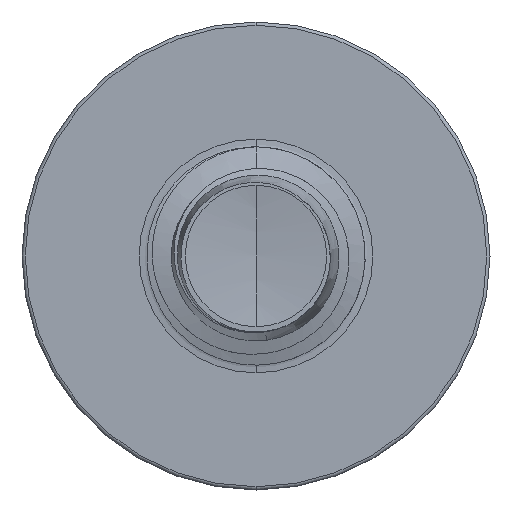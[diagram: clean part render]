
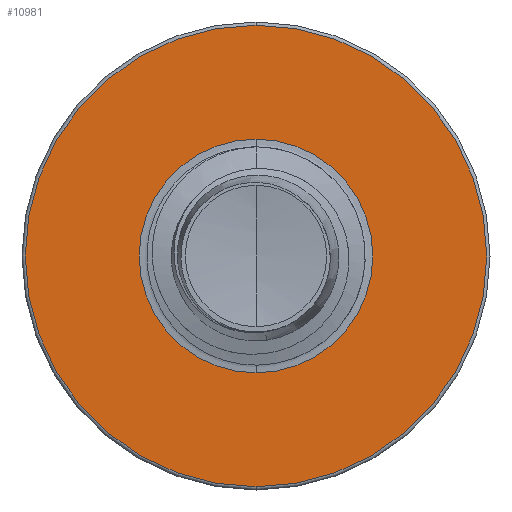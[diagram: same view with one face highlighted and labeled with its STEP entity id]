
A CAD part, front view. The second image highlights one B-rep face of the part: STEP entity #10981.
In plain terms, the highlighted planar face has unit normal (0, -1, 0).
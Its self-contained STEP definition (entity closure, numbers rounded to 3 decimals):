
#348 = DIRECTION ( 'NONE',  ( 0., 0., 1. ) ) ;
#373 = DIRECTION ( 'NONE',  ( 0., 1., 0. ) ) ;
#400 = CARTESIAN_POINT ( 'NONE',  ( 0., 3., -1.872 ) ) ;
#981 = ORIENTED_EDGE ( 'NONE', *, *, #11987, .T. ) ;
#1130 = DIRECTION ( 'NONE',  ( 0., 0., 1. ) ) ;
#1159 = DIRECTION ( 'NONE',  ( 0., 1., 0. ) ) ;
#1192 = CARTESIAN_POINT ( 'NONE',  ( 0., 3., 0. ) ) ;
#1385 = AXIS2_PLACEMENT_3D ( 'NONE', #1192, #1159, #1130 ) ;
#1801 = CARTESIAN_POINT ( 'NONE',  ( 0., 3., -3.697 ) ) ;
#1839 = PLANE ( 'NONE',  #11058 ) ;
#3787 = CARTESIAN_POINT ( 'NONE',  ( 0., 3., 3.698 ) ) ;
#3878 = CARTESIAN_POINT ( 'NONE',  ( 0., 3., 1.872 ) ) ;
#5168 = DIRECTION ( 'NONE',  ( 0., 0., 1. ) ) ;
#5195 = DIRECTION ( 'NONE',  ( 0., 1., 0. ) ) ;
#5198 = CARTESIAN_POINT ( 'NONE',  ( 0., 3., 0. ) ) ;
#5534 = CIRCLE ( 'NONE', #11829, 3.697 ) ;
#6390 = FACE_BOUND ( 'NONE', #10509, .T. ) ;
#6757 = EDGE_CURVE ( 'NONE', #12055, #11306, #7424, .T. ) ;
#7424 = CIRCLE ( 'NONE', #12089, 3.697 ) ;
#7487 = AXIS2_PLACEMENT_3D ( 'NONE', #5198, #5195, #5168 ) ;
#7958 = DIRECTION ( 'NONE',  ( 0., 0., 1. ) ) ;
#7959 = DIRECTION ( 'NONE',  ( 0., 1., 0. ) ) ;
#7974 = CARTESIAN_POINT ( 'NONE',  ( 0., 3., 0. ) ) ;
#9114 = DIRECTION ( 'NONE',  ( 0., 0., 1. ) ) ;
#9149 = DIRECTION ( 'NONE',  ( 0., 1., 0. ) ) ;
#9160 = CARTESIAN_POINT ( 'NONE',  ( 0., 3., 0. ) ) ;
#9620 = VERTEX_POINT ( 'NONE', #3878 ) ;
#9964 = CARTESIAN_POINT ( 'NONE',  ( 0., 3., -1.872 ) ) ;
#10130 = ORIENTED_EDGE ( 'NONE', *, *, #11353, .T. ) ;
#10509 = EDGE_LOOP ( 'NONE', ( #10130, #981 ) ) ;
#10864 = CIRCLE ( 'NONE', #7487, 1.872 ) ;
#10981 = ADVANCED_FACE ( 'NONE', ( #12029, #6390 ), #1839, .F. ) ;
#11010 = CIRCLE ( 'NONE', #1385, 1.872 ) ;
#11058 = AXIS2_PLACEMENT_3D ( 'NONE', #400, #373, #348 ) ;
#11062 = EDGE_CURVE ( 'NONE', #11306, #12055, #5534, .T. ) ;
#11102 = EDGE_LOOP ( 'NONE', ( #11325, #11786 ) ) ;
#11306 = VERTEX_POINT ( 'NONE', #1801 ) ;
#11325 = ORIENTED_EDGE ( 'NONE', *, *, #6757, .F. ) ;
#11353 = EDGE_CURVE ( 'NONE', #9620, #11690, #11010, .T. ) ;
#11690 = VERTEX_POINT ( 'NONE', #9964 ) ;
#11786 = ORIENTED_EDGE ( 'NONE', *, *, #11062, .F. ) ;
#11829 = AXIS2_PLACEMENT_3D ( 'NONE', #9160, #9149, #9114 ) ;
#11987 = EDGE_CURVE ( 'NONE', #11690, #9620, #10864, .T. ) ;
#12029 = FACE_OUTER_BOUND ( 'NONE', #11102, .T. ) ;
#12055 = VERTEX_POINT ( 'NONE', #3787 ) ;
#12089 = AXIS2_PLACEMENT_3D ( 'NONE', #7974, #7959, #7958 ) ;
